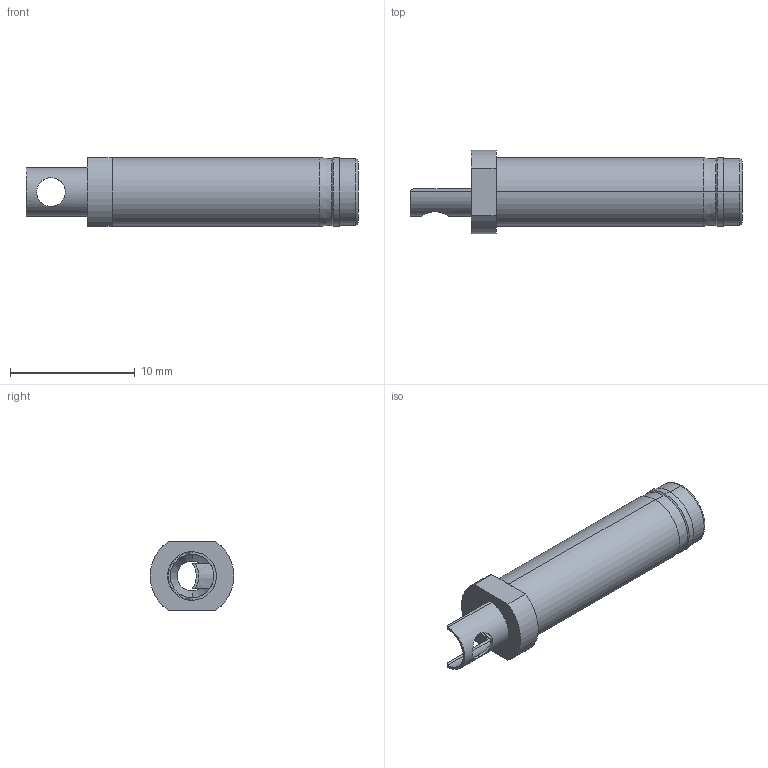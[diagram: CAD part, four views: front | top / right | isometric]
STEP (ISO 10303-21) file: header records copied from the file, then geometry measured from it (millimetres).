
FILE_DESCRIPTION (( 'STEP AP203' ), '1' );
FILE_NAME ('50-01041.STEP', '2025-08-01T19:10:14', ( '' ), ( '' ), 'SwSTEP 2.0', 'SolidWorks 2025', '' );
FILE_SCHEMA (( 'CONFIG_CONTROL_DESIGN' ));
Length unit declared in the file: millimetre
Products named in the file (4): 50-01041; 50-01041-01_默认; 50-01041-03_默认; 50-01041-02_默认
Assembly tree (3 placements, depth 2):
  50-01041
    50-01041-01_默认
    50-01041-02_默认
    50-01041-03_默认
Bounding box: 26.6 x 6.7 x 5.5 mm (x, y, z)
Volume: 335.8 mm3; surface area: 1651.1 mm2
Topology: 3 solids, 3 shells, 110 faces, 278 edges, 170 vertices
Faces by surface type: cylinder 53, plane 35, cone 16, torus 4, bspline 2
Entity records: 3944 total; most frequent: CARTESIAN_POINT 880, DIRECTION 564, ORIENTED_EDGE 556, EDGE_CURVE 278, AXIS2_PLACEMENT_3D 218, VERTEX_POINT 170, VECTOR 128, LINE 128
